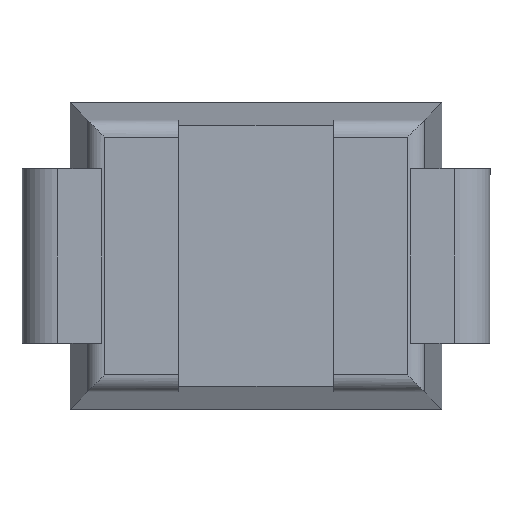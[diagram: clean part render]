
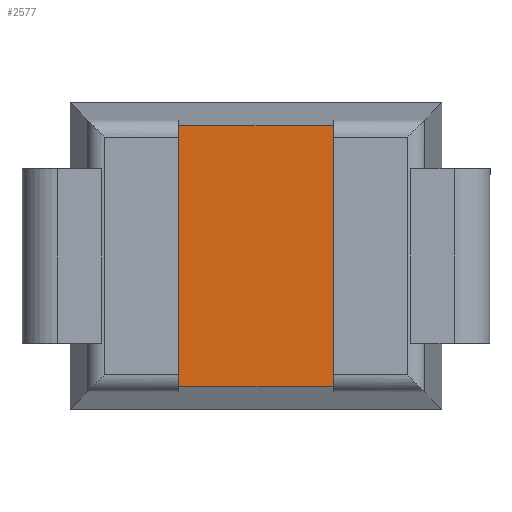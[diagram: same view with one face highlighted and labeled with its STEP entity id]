
A CAD part, front view. The second image highlights one B-rep face of the part: STEP entity #2577.
In plain terms, the highlighted face is planar.
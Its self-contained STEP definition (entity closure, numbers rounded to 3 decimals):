
#16 = CARTESIAN_POINT ( 'NONE',  ( -0.896, 0., 0.1 ) ) ;
#25 = EDGE_CURVE ( 'NONE', #440, #1056, #1090, .T. ) ;
#168 = DIRECTION ( 'NONE',  ( 1., 0., 0. ) ) ;
#180 = EDGE_CURVE ( 'NONE', #1056, #2109, #2519, .T. ) ;
#199 = DIRECTION ( 'NONE',  ( 0., 0., 1. ) ) ;
#440 = VERTEX_POINT ( 'NONE', #1871 ) ;
#635 = CARTESIAN_POINT ( 'NONE',  ( 0., -1.516, 0.1 ) ) ;
#739 = VECTOR ( 'NONE', #962, 1000. ) ;
#858 = ORIENTED_EDGE ( 'NONE', *, *, #25, .F. ) ;
#863 = DIRECTION ( 'NONE',  ( 0., -1., 0. ) ) ;
#913 = CARTESIAN_POINT ( 'NONE',  ( 0.896, 1.516, 0.1 ) ) ;
#923 = CARTESIAN_POINT ( 'NONE',  ( -0.896, -1.516, 0.1 ) ) ;
#962 = DIRECTION ( 'NONE',  ( 0., 1., 0. ) ) ;
#986 = AXIS2_PLACEMENT_3D ( 'NONE', #2792, #199, #2384 ) ;
#1056 = VERTEX_POINT ( 'NONE', #913 ) ;
#1084 = EDGE_CURVE ( 'NONE', #2109, #1293, #1990, .T. ) ;
#1090 = LINE ( 'NONE', #2053, #739 ) ;
#1111 = VECTOR ( 'NONE', #863, 1000. ) ;
#1256 = FACE_OUTER_BOUND ( 'NONE', #2476, .T. ) ;
#1293 = VERTEX_POINT ( 'NONE', #923 ) ;
#1416 = ORIENTED_EDGE ( 'NONE', *, *, #1962, .F. ) ;
#1454 = DIRECTION ( 'NONE',  ( -1., 0., 0. ) ) ;
#1472 = VECTOR ( 'NONE', #1454, 1000. ) ;
#1490 = ORIENTED_EDGE ( 'NONE', *, *, #1084, .F. ) ;
#1525 = VECTOR ( 'NONE', #168, 1000. ) ;
#1710 = ORIENTED_EDGE ( 'NONE', *, *, #180, .F. ) ;
#1719 = LINE ( 'NONE', #635, #1525 ) ;
#1871 = CARTESIAN_POINT ( 'NONE',  ( 0.896, -1.516, 0.1 ) ) ;
#1944 = PLANE ( 'NONE',  #986 ) ;
#1962 = EDGE_CURVE ( 'NONE', #1293, #440, #1719, .T. ) ;
#1990 = LINE ( 'NONE', #16, #1111 ) ;
#2053 = CARTESIAN_POINT ( 'NONE',  ( 0.896, 0., 0.1 ) ) ;
#2109 = VERTEX_POINT ( 'NONE', #2668 ) ;
#2384 = DIRECTION ( 'NONE',  ( 1., 0., 0. ) ) ;
#2476 = EDGE_LOOP ( 'NONE', ( #1710, #858, #1416, #1490 ) ) ;
#2519 = LINE ( 'NONE', #2748, #1472 ) ;
#2577 = ADVANCED_FACE ( 'NONE', ( #1256 ), #1944, .F. ) ;
#2668 = CARTESIAN_POINT ( 'NONE',  ( -0.896, 1.516, 0.1 ) ) ;
#2748 = CARTESIAN_POINT ( 'NONE',  ( 0., 1.516, 0.1 ) ) ;
#2792 = CARTESIAN_POINT ( 'NONE',  ( 0., 0., 0.1 ) ) ;
